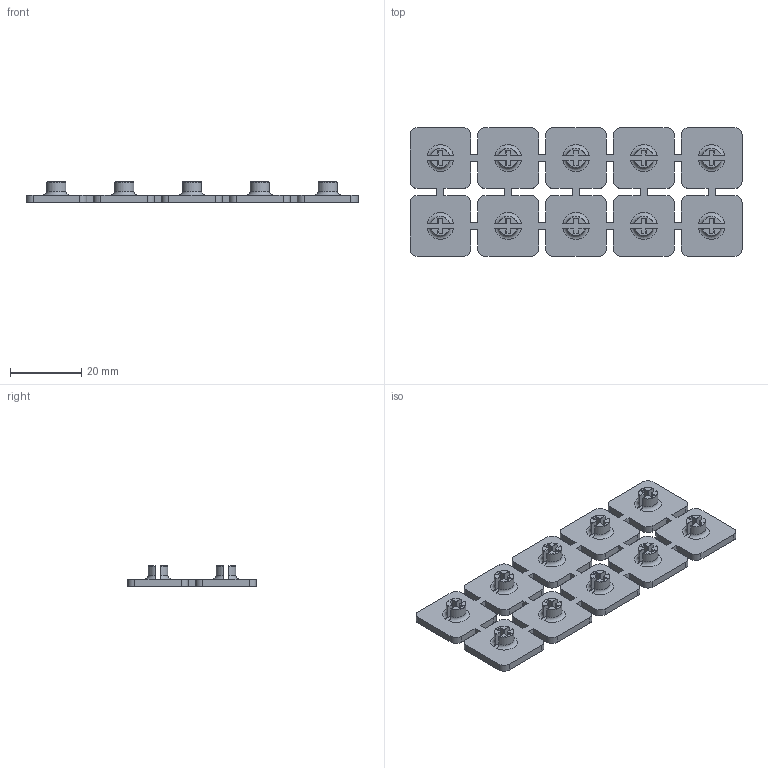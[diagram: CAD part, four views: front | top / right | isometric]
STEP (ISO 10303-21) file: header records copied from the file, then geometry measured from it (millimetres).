
FILE_DESCRIPTION (( 'STEP AP203' ), '1' );
FILE_NAME ('10-Flat-Keycap-MX-Stem.STEP', '2022-01-23T14:50:24', ( '' ), ( '' ), 'SwSTEP 2.0', 'SolidWorks 2020', '' );
FILE_SCHEMA (( 'CONFIG_CONTROL_DESIGN' ));
Length unit declared in the file: millimetre
Products named in the file (1): 10-Flat-Keycap-MX-Stem
Bounding box: 93 x 36 x 5.7 mm (x, y, z)
Volume: 6347.6 mm3; surface area: 8178.8 mm2
Topology: 1 solids, 1 shells, 494 faces, 1256 edges, 784 vertices
Faces by surface type: plane 314, cylinder 100, cone 60, torus 20
Entity records: 15013 total; most frequent: CARTESIAN_POINT 2975, ORIENTED_EDGE 2512, DIRECTION 2446, EDGE_CURVE 1256, VECTOR 896, LINE 896, VERTEX_POINT 784, AXIS2_PLACEMENT_3D 775
